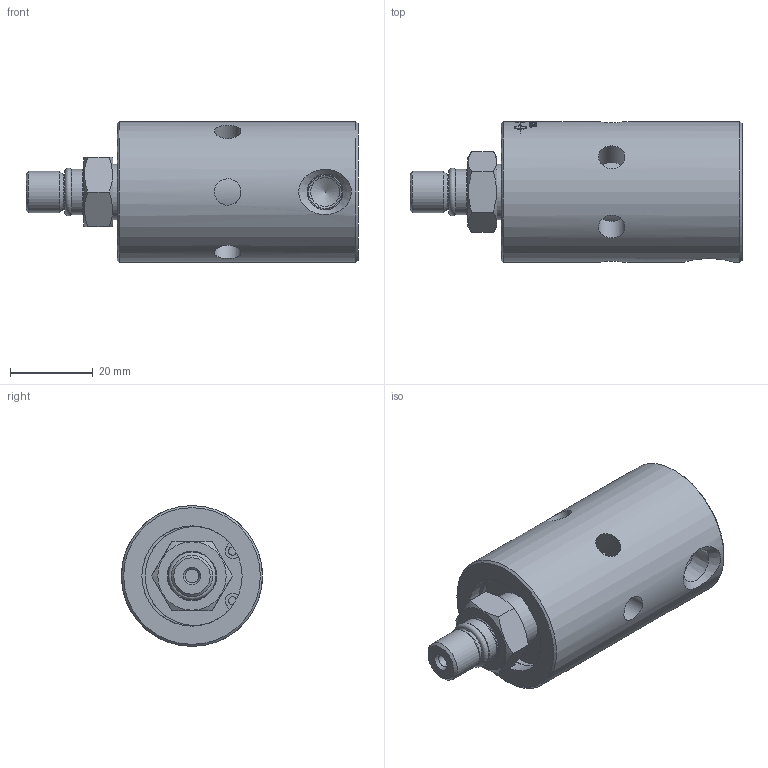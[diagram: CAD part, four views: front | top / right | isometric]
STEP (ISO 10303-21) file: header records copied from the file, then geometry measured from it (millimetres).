
FILE_DESCRIPTION(/* description */ (''),/* implementation_level */ '2;1');
FILE_NAME(/* name */ '1005-402-448-IC.stp',/* time_stamp */ '2020-05-13T13:11:42-05:00',/* author */ ('Moorera'),/* organization */ (''),/* preprocessor_version */ 'ST-DEVELOPER v18.1',/* originating_system */ 'Autodesk Inventor 2020',/* authorisation */ '');
FILE_SCHEMA (('AUTOMOTIVE_DESIGN { 1 0 10303 214 3 1 1 }'));
Products named in the file (1): 1005-402-448-IC
Bounding box: 80.15 x 34 x 34 mm (x, y, z)
Volume: 51558.6 mm3; surface area: 11601.7 mm2
Topology: 2 solids, 2 shells, 384 faces, 1009 edges, 675 vertices
Faces by surface type: bspline 169, plane 134, cylinder 65, cone 13, torus 3
Full cylindrical faces by diameter (mm): 2 x2, 3.2 x1, 6.4 x6, 7 x1, 7.95 x1, 8.3 x1, 9.974 x1, 10.994 x1, 13.45 x1, 24.208 x1, 34 x1
Entity records: 51148 total; most frequent: CARTESIAN_POINT 42275, ORIENTED_EDGE 2016, DIRECTION 1434, EDGE_CURVE 1008, VERTEX_POINT 675, AXIS2_PLACEMENT_3D 521, EDGE_LOOP 433, LINE 392
